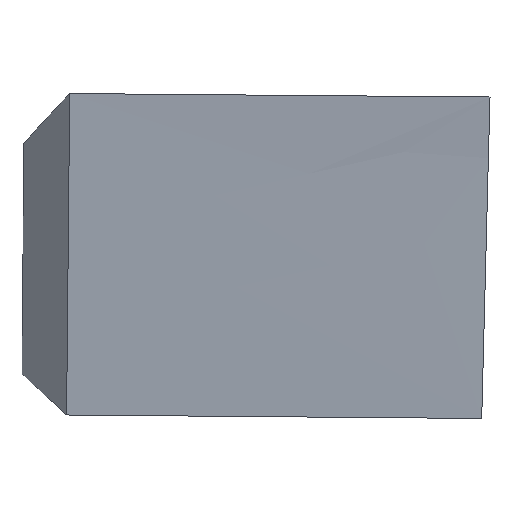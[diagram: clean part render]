
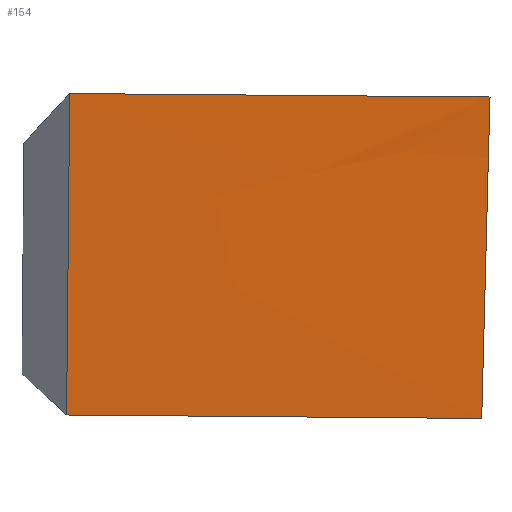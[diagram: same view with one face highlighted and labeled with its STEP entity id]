
A CAD part, top view. The second image highlights one B-rep face of the part: STEP entity #154.
In plain terms, the highlighted free-form (B-spline) face has degree [5, 5] with [6, 12] control points.
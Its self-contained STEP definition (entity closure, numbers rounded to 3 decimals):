
#32=CARTESIAN_POINT('Control Point',(-120.479,33.761,47.732)) ;
#33=CARTESIAN_POINT('Control Point',(-120.441,33.594,47.719)) ;
#34=CARTESIAN_POINT('Control Point',(-120.402,33.427,47.706)) ;
#35=CARTESIAN_POINT('Control Point',(-120.364,33.26,47.693)) ;
#36=CARTESIAN_POINT('Control Point',(-120.298,32.978,47.671)) ;
#37=CARTESIAN_POINT('Control Point',(-120.233,32.696,47.649)) ;
#38=CARTESIAN_POINT('Control Point',(-120.206,32.581,47.64)) ;
#39=CARTESIAN_POINT('Control Point',(-120.127,32.236,47.612)) ;
#40=CARTESIAN_POINT('Control Point',(-120.047,31.89,47.585)) ;
#41=CARTESIAN_POINT('Control Point',(-119.994,31.66,47.567)) ;
#42=CARTESIAN_POINT('Control Point',(-119.94,31.431,47.549)) ;
#43=CARTESIAN_POINT('Control Point',(-119.887,31.201,47.531)) ;
#44=CARTESIAN_POINT('Control Point',(-119.873,33.901,47.745)) ;
#45=CARTESIAN_POINT('Control Point',(-119.834,33.734,47.732)) ;
#46=CARTESIAN_POINT('Control Point',(-119.795,33.567,47.718)) ;
#47=CARTESIAN_POINT('Control Point',(-119.757,33.4,47.705)) ;
#48=CARTESIAN_POINT('Control Point',(-119.692,33.118,47.683)) ;
#49=CARTESIAN_POINT('Control Point',(-119.626,32.835,47.661)) ;
#50=CARTESIAN_POINT('Control Point',(-119.6,32.72,47.652)) ;
#51=CARTESIAN_POINT('Control Point',(-119.52,32.375,47.625)) ;
#52=CARTESIAN_POINT('Control Point',(-119.44,32.03,47.599)) ;
#53=CARTESIAN_POINT('Control Point',(-119.387,31.8,47.581)) ;
#54=CARTESIAN_POINT('Control Point',(-119.334,31.57,47.563)) ;
#55=CARTESIAN_POINT('Control Point',(-119.28,31.34,47.546)) ;
#56=CARTESIAN_POINT('Control Point',(-119.266,34.04,47.759)) ;
#57=CARTESIAN_POINT('Control Point',(-119.227,33.873,47.746)) ;
#58=CARTESIAN_POINT('Control Point',(-119.189,33.706,47.732)) ;
#59=CARTESIAN_POINT('Control Point',(-119.15,33.539,47.718)) ;
#60=CARTESIAN_POINT('Control Point',(-119.085,33.257,47.694)) ;
#61=CARTESIAN_POINT('Control Point',(-119.019,32.975,47.672)) ;
#62=CARTESIAN_POINT('Control Point',(-118.993,32.859,47.664)) ;
#63=CARTESIAN_POINT('Control Point',(-118.913,32.514,47.638)) ;
#64=CARTESIAN_POINT('Control Point',(-118.833,32.169,47.611)) ;
#65=CARTESIAN_POINT('Control Point',(-118.78,31.939,47.595)) ;
#66=CARTESIAN_POINT('Control Point',(-118.727,31.709,47.577)) ;
#67=CARTESIAN_POINT('Control Point',(-118.674,31.479,47.56)) ;
#68=CARTESIAN_POINT('Control Point',(-118.659,34.179,47.768)) ;
#69=CARTESIAN_POINT('Control Point',(-118.62,34.013,47.753)) ;
#70=CARTESIAN_POINT('Control Point',(-118.582,33.846,47.738)) ;
#71=CARTESIAN_POINT('Control Point',(-118.543,33.679,47.726)) ;
#72=CARTESIAN_POINT('Control Point',(-118.478,33.396,47.706)) ;
#73=CARTESIAN_POINT('Control Point',(-118.413,33.114,47.684)) ;
#74=CARTESIAN_POINT('Control Point',(-118.386,32.999,47.674)) ;
#75=CARTESIAN_POINT('Control Point',(-118.306,32.654,47.648)) ;
#76=CARTESIAN_POINT('Control Point',(-118.226,32.308,47.625)) ;
#77=CARTESIAN_POINT('Control Point',(-118.173,32.078,47.608)) ;
#78=CARTESIAN_POINT('Control Point',(-118.12,31.848,47.591)) ;
#79=CARTESIAN_POINT('Control Point',(-118.067,31.618,47.575)) ;
#80=CARTESIAN_POINT('Control Point',(-118.052,34.317,47.797)) ;
#81=CARTESIAN_POINT('Control Point',(-118.014,34.151,47.777)) ;
#82=CARTESIAN_POINT('Control Point',(-117.975,33.985,47.758)) ;
#83=CARTESIAN_POINT('Control Point',(-117.936,33.818,47.739)) ;
#84=CARTESIAN_POINT('Control Point',(-117.871,33.536,47.714)) ;
#85=CARTESIAN_POINT('Control Point',(-117.806,33.254,47.693)) ;
#86=CARTESIAN_POINT('Control Point',(-117.779,33.139,47.685)) ;
#87=CARTESIAN_POINT('Control Point',(-117.699,32.793,47.661)) ;
#88=CARTESIAN_POINT('Control Point',(-117.62,32.448,47.635)) ;
#89=CARTESIAN_POINT('Control Point',(-117.566,32.218,47.619)) ;
#90=CARTESIAN_POINT('Control Point',(-117.513,31.988,47.603)) ;
#91=CARTESIAN_POINT('Control Point',(-117.46,31.757,47.587)) ;
#92=CARTESIAN_POINT('Control Point',(-117.445,34.455,47.835)) ;
#93=CARTESIAN_POINT('Control Point',(-117.407,34.289,47.811)) ;
#94=CARTESIAN_POINT('Control Point',(-117.368,34.123,47.787)) ;
#95=CARTESIAN_POINT('Control Point',(-117.33,33.957,47.763)) ;
#96=CARTESIAN_POINT('Control Point',(-117.264,33.676,47.723)) ;
#97=CARTESIAN_POINT('Control Point',(-117.199,33.394,47.699)) ;
#98=CARTESIAN_POINT('Control Point',(-117.172,33.278,47.692)) ;
#99=CARTESIAN_POINT('Control Point',(-117.093,32.933,47.669)) ;
#100=CARTESIAN_POINT('Control Point',(-117.013,32.587,47.646)) ;
#101=CARTESIAN_POINT('Control Point',(-116.96,32.357,47.629)) ;
#102=CARTESIAN_POINT('Control Point',(-116.906,32.127,47.614)) ;
#103=CARTESIAN_POINT('Control Point',(-116.853,31.897,47.598)) ;
#105=CARTESIAN_POINT('Control Point',(-120.,31.824,47.58)) ;
#106=CARTESIAN_POINT('Control Point',(-119.993,32.499,47.634)) ;
#107=CARTESIAN_POINT('Control Point',(-119.987,33.174,47.686)) ;
#108=CARTESIAN_POINT('Control Point',(-119.98,33.849,47.741)) ;
#109=CARTESIAN_POINT('Vertex',(-120.,31.824,47.58)) ;
#111=CARTESIAN_POINT('Vertex',(-119.98,33.849,47.741)) ;
#115=CARTESIAN_POINT('Control Point',(-120.,31.824,47.58)) ;
#116=CARTESIAN_POINT('Control Point',(-119.128,31.816,47.583)) ;
#117=CARTESIAN_POINT('Control Point',(-118.255,31.809,47.587)) ;
#118=CARTESIAN_POINT('Control Point',(-117.383,31.802,47.59)) ;
#119=CARTESIAN_POINT('Vertex',(-117.383,31.802,47.59)) ;
#123=CARTESIAN_POINT('Control Point',(-117.383,31.802,47.59)) ;
#124=CARTESIAN_POINT('Control Point',(-117.375,32.13,47.613)) ;
#125=CARTESIAN_POINT('Control Point',(-117.366,32.458,47.634)) ;
#126=CARTESIAN_POINT('Control Point',(-117.358,32.786,47.664)) ;
#127=CARTESIAN_POINT('Control Point',(-117.35,33.114,47.678)) ;
#128=CARTESIAN_POINT('Control Point',(-117.341,33.442,47.705)) ;
#129=CARTESIAN_POINT('Vertex',(-117.341,33.442,47.705)) ;
#133=CARTESIAN_POINT('Control Point',(-117.331,33.828,47.746)) ;
#134=CARTESIAN_POINT('Control Point',(-117.335,33.7,47.729)) ;
#135=CARTESIAN_POINT('Control Point',(-117.338,33.571,47.715)) ;
#136=CARTESIAN_POINT('Control Point',(-117.341,33.442,47.705)) ;
#137=CARTESIAN_POINT('Vertex',(-117.331,33.828,47.746)) ;
#141=CARTESIAN_POINT('Control Point',(-119.98,33.849,47.741)) ;
#142=CARTESIAN_POINT('Control Point',(-119.318,33.844,47.742)) ;
#143=CARTESIAN_POINT('Control Point',(-118.656,33.839,47.742)) ;
#144=CARTESIAN_POINT('Control Point',(-117.994,33.833,47.747)) ;
#145=CARTESIAN_POINT('Control Point',(-117.331,33.828,47.746)) ;
#148=ORIENTED_EDGE('',*,*,#113,.F.) ;
#149=ORIENTED_EDGE('',*,*,#121,.T.) ;
#150=ORIENTED_EDGE('',*,*,#131,.T.) ;
#151=ORIENTED_EDGE('',*,*,#139,.F.) ;
#152=ORIENTED_EDGE('',*,*,#146,.F.) ;
#154=ADVANCED_FACE('\X2\51E04F554F53\X0\.4',(#153),#31,.F.) ;
#104=B_SPLINE_CURVE_WITH_KNOTS('',3,(#105,#106,#107,#108),.UNSPECIFIED.,.F.,.U.,(4,4),(-1.016,1.016),.UNSPECIFIED.) ;
#114=B_SPLINE_CURVE_WITH_KNOTS('',3,(#115,#116,#117,#118),.UNSPECIFIED.,.F.,.U.,(4,4),(-1.308,1.308),.UNSPECIFIED.) ;
#122=B_SPLINE_CURVE_WITH_KNOTS('',5,(#123,#124,#125,#126,#127,#128),.UNSPECIFIED.,.F.,.U.,(6,6),(-0.823,0.823),.UNSPECIFIED.) ;
#132=B_SPLINE_CURVE_WITH_KNOTS('',3,(#133,#134,#135,#136),.UNSPECIFIED.,.F.,.U.,(4,4),(0.,0.672),.UNSPECIFIED.) ;
#140=B_SPLINE_CURVE_WITH_KNOTS('',4,(#141,#142,#143,#144,#145),.UNSPECIFIED.,.F.,.U.,(5,5),(0.,3.775),.UNSPECIFIED.) ;
#31=B_SPLINE_SURFACE_WITH_KNOTS('',5,5,((#32,#33,#34,#35,#36,#37,#38,#39,#40,#41,#42,#43),(#44,#45,#46,#47,#48,#49,#50,#51,#52,#53,#54,#55),(#56,#57,#58,#59,#60,#61,#62,#63,#64,#65,#66,#67),(#68,#69,#70,#71,#72,#73,#74,#75,#76,#77,#78,#79),(#80,#81,#82,#83,#84,#85,#86,#87,#88,#89,#90,#91),(#92,#93,#94,#95,#96,#97,#98,#99,#100,#101,#102,#103)),.UNSPECIFIED.,.F.,.F.,.U.,(6,6),(6,3,3,6),(-1.836,1.277),(-1.259,-0.4,0.193,1.377),.UNSPECIFIED.) ;
#113=EDGE_CURVE('',#110,#112,#104,.T.) ;
#121=EDGE_CURVE('',#110,#120,#114,.T.) ;
#131=EDGE_CURVE('',#120,#130,#122,.T.) ;
#139=EDGE_CURVE('',#138,#130,#132,.T.) ;
#146=EDGE_CURVE('',#112,#138,#140,.T.) ;
#147=EDGE_LOOP('',(#148,#149,#150,#151,#152)) ;
#153=FACE_OUTER_BOUND('',#147,.T.) ;
#110=VERTEX_POINT('',#109) ;
#112=VERTEX_POINT('',#111) ;
#120=VERTEX_POINT('',#119) ;
#130=VERTEX_POINT('',#129) ;
#138=VERTEX_POINT('',#137) ;
